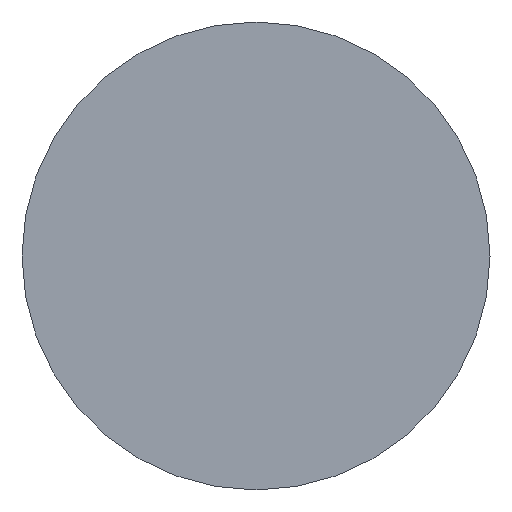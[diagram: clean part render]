
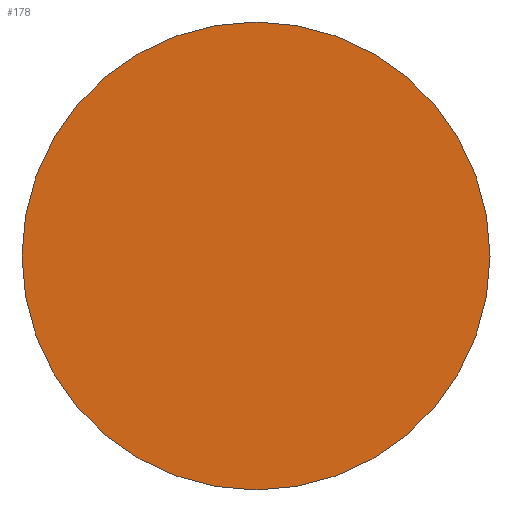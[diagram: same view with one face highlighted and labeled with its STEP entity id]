
A CAD part, left-side view. The second image highlights one B-rep face of the part: STEP entity #178.
In plain terms, the highlighted face is planar.
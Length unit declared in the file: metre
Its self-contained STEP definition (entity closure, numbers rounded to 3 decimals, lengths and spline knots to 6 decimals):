
#178 = ADVANCED_FACE( '', ( #196 ), #197, .T. );
#196 = FACE_OUTER_BOUND( '', #205, .T. );
#197 = PLANE( '', #206 );
#205 = EDGE_LOOP( '', ( #213 ) );
#206 = AXIS2_PLACEMENT_3D( '', #214, #215, #216 );
#213 = ORIENTED_EDGE( '', *, *, #226, .F. );
#214 = CARTESIAN_POINT( '', ( 0., 0., 0. ) );
#215 = DIRECTION( '', ( 0., 0., -1. ) );
#216 = DIRECTION( '', ( -1., 0., 0. ) );
#226 = EDGE_CURVE( '', #228, #228, #229, .T. );
#228 = VERTEX_POINT( '', #232 );
#229 = CIRCLE( '', #233, 0.05 );
#232 = CARTESIAN_POINT( '', ( 0.05, 0., 0. ) );
#233 = AXIS2_PLACEMENT_3D( '', #236, #237, #238 );
#236 = CARTESIAN_POINT( '', ( 0., 0., 0. ) );
#237 = DIRECTION( '', ( 0., 0., 1. ) );
#238 = DIRECTION( '', ( 1., 0., 0. ) );
